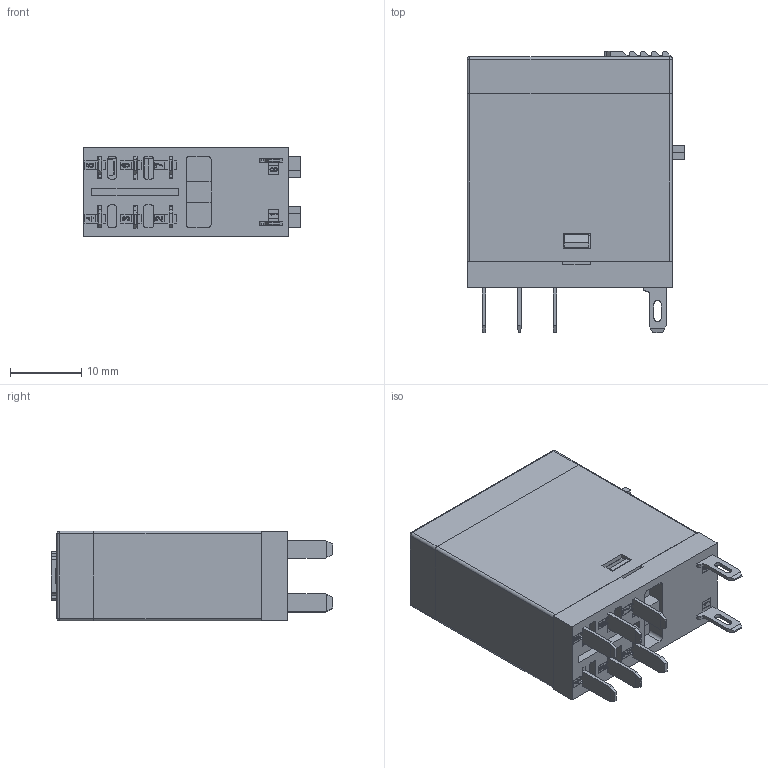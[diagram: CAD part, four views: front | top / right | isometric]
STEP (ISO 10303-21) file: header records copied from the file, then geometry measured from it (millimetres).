
FILE_DESCRIPTION (( 'STEP AP203' ), '1' );
FILE_NAME ('RFT2CO-LT.STEP', '2020-09-01T08:35:40', ( '' ), ( '' ), 'SwSTEP 2.0', 'SolidWorks 2018', '' );
FILE_SCHEMA (( 'CONFIG_CONTROL_DESIGN' ));
Length unit declared in the file: millimetre
Products named in the file (35): RFT-2 基座（RAL 9001） 7.810.296.02 ; RFT 髡夔階裔 7.852.281.00; 14FT-1 竘盄褐 7.740.276.04-1; RFT-2 静触点（AgSnO2Cu）7.732.296.12 ; 14FT-2   右线圈插脚 7.744.296.06 ; RFT DC 芢赽 8.332.281.00; 14FT-1 竘盄褐 7.740.276.04; RFT-2 D噙え蹋湍 6.622.296.05; RFT-2 雄揖萸(淕极) 7.732.296.11 ; 14FT-2   左线圈插脚 7.744.296.05 ; RFT-2 DC髡夔杶璃 ; 0.45X0.45 源渀 7.740.276.05; 14FT-2  右H静片7.725.296.06 ; 14FT-2  右动片连接片7.744.296.04 ; RFT-2 價釱郪磁 6.125.281.01; RFT2CO-LT; 14FT-2  酘H噙え 7.725.296.05 ; 14FT-2  动簧片7.730.296.02 ; 14FC  DC(苤芛)沺郋 7.777.200.03; 14FT DC线圈架组合(四引线) 6.687.276.02; RFT-2 雄銅え蹋湍 6.621.296.01; RFT DC玴沺 7.775.276.01; RFT-2 髡夔俋褲 7.800.296.06; RFT-2 H噙え蹋湍 6.622.296.04; RFT-2 推动架（RAL 9001） 7.899.296.02; 14FT-2  右D静片7.725.296.08 ; RFT LED 9.014.012.07; 14FT-2  左动片连接片7.744.296.03 ; 14FC  隅弇銅え 7.736.200.00; 14FT-2  左D静片7.725.296.07 ; RFT 偌聽 8.337.281.00; RFT 2C DC鼠蚚杶璃 ARY2.281.03GT
Assembly tree (29 placements, depth 4):
  RFT-2 雄揖萸(淕极) 7.732.296.11 
  RFT2CO-LT
    RFT 2C DC鼠蚚杶璃 ARY2.281.03GT
      RFT-2 價釱郪磁 6.125.281.01
        RFT-2 基座（RAL 9001） 7.810.296.02 
        14FT-2   右线圈插脚 7.744.296.06 
        14FT-2   左线圈插脚 7.744.296.05 
      14FC  DC(苤芛)沺郋 7.777.200.03
      RFT-2 D噙え蹋湍 6.622.296.05
        14FT-2  右D静片7.725.296.08 
        14FT-2  左D静片7.725.296.07 
        RFT-2 静触点（AgSnO2Cu）7.732.296.12 
      RFT-2 H噙え蹋湍 6.622.296.04
        14FT-2  右H静片7.725.296.06 
        14FT-2  酘H噙え 7.725.296.05 
        RFT-2 静触点（AgSnO2Cu）7.732.296.12 
      RFT-2 雄銅え蹋湍 6.621.296.01
        14FT-2  左动片连接片7.744.296.03 
        14FT-2  右动片连接片7.744.296.04 
        14FT-2  动簧片7.730.296.02 
    14FT DC线圈架组合(四引线) 6.687.276.02
      14FT-1 竘盄褐 7.740.276.04-1
      14FT-1 竘盄褐 7.740.276.04
      0.45X0.45 源渀 7.740.276.05
      0.45X0.45 源渀 7.740.276.05
    RFT-2 DC髡夔杶璃 
      RFT-2 髡夔俋褲 7.800.296.06
      RFT LED 9.014.012.07
      RFT 偌聽 8.337.281.00
      RFT 髡夔階裔 7.852.281.00
      RFT DC 芢赽 8.332.281.00
  RFT DC玴沺 7.775.276.01
  RFT-2 推动架（RAL 9001） 7.899.296.02
  14FC  隅弇銅え 7.736.200.00
Bounding box: 30.6 x 39.45 x 12.6 mm (x, y, z)
Volume: 3200.9 mm3; surface area: 9644.5 mm2
Topology: 31 solids, 31 shells, 1767 faces, 4905 edges, 3181 vertices
Faces by surface type: plane 1291, cylinder 372, bspline 71, sphere 20, cone 9, torus 4
Entity records: 62905 total; most frequent: CARTESIAN_POINT 14040, ORIENTED_EDGE 9770, DIRECTION 8908, EDGE_CURVE 4885, LINE 3972, VECTOR 3972, VERTEX_POINT 3181, AXIS2_PLACEMENT_3D 2468
